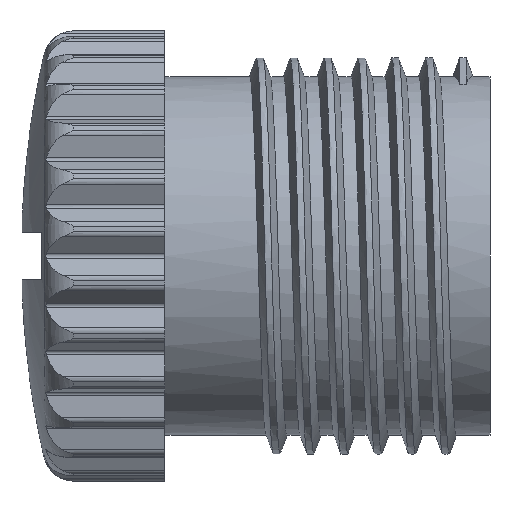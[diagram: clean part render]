
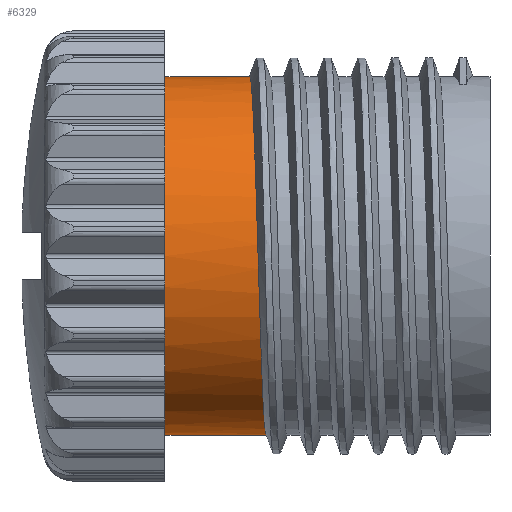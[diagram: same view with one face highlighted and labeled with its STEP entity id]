
A CAD part, left-side view. The second image highlights one B-rep face of the part: STEP entity #6329.
In plain terms, the highlighted cylindrical face has radius 5.3 mm (diameter 10.6 mm), a partial arc.
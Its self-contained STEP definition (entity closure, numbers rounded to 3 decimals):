
#637=CARTESIAN_POINT('',(0.,9.6,0.));
#638=DIRECTION('',(0.,1.,0.));
#639=DIRECTION('',(0.,0.,-1.));
#640=AXIS2_PLACEMENT_3D('',#637,#638,#639);
#1557=CARTESIAN_POINT('',(0.,6.6,-5.3));
#2035=CARTESIAN_POINT('',(0.,7.1,5.3));
#2036=CARTESIAN_POINT('',(-0.263,7.092,5.3));
#2037=CARTESIAN_POINT('',(-0.789,7.076,
5.261));
#2038=CARTESIAN_POINT('',(-1.56,7.053,5.086));
#2039=CARTESIAN_POINT('',(-2.306,7.029,4.794));
#2040=CARTESIAN_POINT('',(-2.996,7.005,4.396));
#2041=CARTESIAN_POINT('',(-3.615,6.981,3.903));
#2042=CARTESIAN_POINT('',(-4.165,6.957,3.311));
#2043=CARTESIAN_POINT('',(-4.619,6.933,2.641));
#2044=CARTESIAN_POINT('',(-4.962,6.909,1.917));
#2045=CARTESIAN_POINT('',(-5.191,6.885,1.163));
#2046=CARTESIAN_POINT('',(-5.307,6.861,
0.375));
#2047=CARTESIAN_POINT('',(-5.304,6.838,
-0.414));
#2048=CARTESIAN_POINT('',(-5.182,6.814,
-1.202));
#2049=CARTESIAN_POINT('',(-4.947,6.79,
-1.955));
#2050=CARTESIAN_POINT('',(-4.599,6.766,
-2.674));
#2051=CARTESIAN_POINT('',(-4.149,6.742,
-3.329));
#2052=CARTESIAN_POINT('',(-3.61,6.719,
-3.907));
#2053=CARTESIAN_POINT('',(-2.991,6.695,
-4.399));
#2054=CARTESIAN_POINT('',(-2.302,6.671,
-4.796));
#2055=CARTESIAN_POINT('',(-1.565,6.648,
-5.084));
#2056=CARTESIAN_POINT('',(-0.791,6.624,
-5.261));
#2057=CARTESIAN_POINT('',(-0.263,6.608,-5.3));
#2058=CARTESIAN_POINT('',(0.,6.6,-5.3));
#2060=DIRECTION('',(0.,1.,0.));
#2061=VECTOR('',#2060,3.);
#2062=CARTESIAN_POINT('',(0.,6.6,-5.3));
#2063=LINE('',#2062,#2061);
#2064=DIRECTION('',(0.,1.,0.));
#2065=VECTOR('',#2064,2.5);
#2066=CARTESIAN_POINT('',(0.,7.1,5.3));
#2067=LINE('',#2066,#2065);
#4544=CARTESIAN_POINT('',(0.,9.6,-5.3));
#4545=CARTESIAN_POINT('',(0.,9.6,5.3));
#4546=VERTEX_POINT('',#4544);
#4547=VERTEX_POINT('',#4545);
#4567=VERTEX_POINT('',#1557);
#4572=VERTEX_POINT('',#2035);
#6317=CARTESIAN_POINT('',(0.,14.543,0.));
#6318=DIRECTION('',(0.,-1.,0.));
#6319=DIRECTION('',(0.,0.,1.));
#6320=AXIS2_PLACEMENT_3D('',#6317,#6318,#6319);
#6321=CYLINDRICAL_SURFACE('',#6320,5.3);
#6323=ORIENTED_EDGE('',*,*,#6322,.T.);
#6324=ORIENTED_EDGE('',*,*,#5935,.T.);
#6325=ORIENTED_EDGE('',*,*,#5816,.T.);
#6326=ORIENTED_EDGE('',*,*,#5932,.F.);
#6327=EDGE_LOOP('',(#6323,#6324,#6325,#6326));
#6328=FACE_OUTER_BOUND('',#6327,.F.);
#6329=ADVANCED_FACE('',(#6328),#6321,.T.);
#641=CIRCLE('',#640,5.3);
#2059=B_SPLINE_CURVE_WITH_KNOTS('',3,(#2035,#2036,#2037,#2038,#2039,#2040,#2041,
#2042,#2043,#2044,#2045,#2046,#2047,#2048,#2049,#2050,#2051,#2052,#2053,#2054,
#2055,#2056,#2057,#2058),.UNSPECIFIED.,.F.,.F.,(4,1,1,1,1,1,1,1,1,1,1,1,1,1,1,1,
1,1,1,1,1,4),(0.,0.048,0.095,0.143,
0.19,0.238,0.286,0.333,
0.381,0.429,0.476,0.524,
0.571,0.619,0.667,0.714,
0.762,0.81,0.857,0.905,
0.952,1.),.UNSPECIFIED.);
#5816=EDGE_CURVE('',#4546,#4547,#641,.T.);
#5932=EDGE_CURVE('',#4572,#4547,#2067,.T.);
#5935=EDGE_CURVE('',#4567,#4546,#2063,.T.);
#6322=EDGE_CURVE('',#4572,#4567,#2059,.T.);
